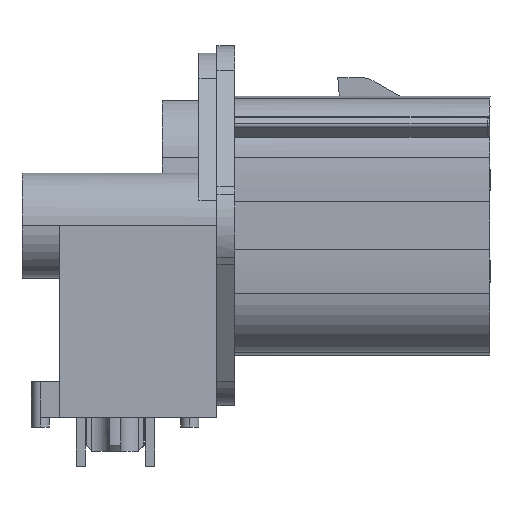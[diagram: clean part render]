
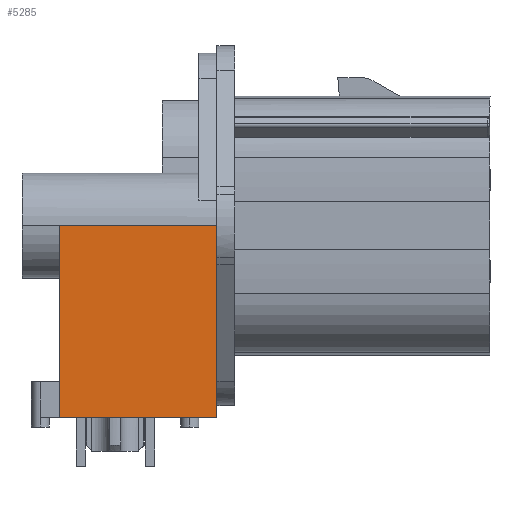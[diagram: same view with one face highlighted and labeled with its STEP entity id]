
A CAD part, left-side view. The second image highlights one B-rep face of the part: STEP entity #5285.
In plain terms, the highlighted planar face has unit normal (-1, 0, 0).
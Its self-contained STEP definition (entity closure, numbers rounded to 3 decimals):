
#4513 = VERTEX_POINT('',#4514);
#4514 = CARTESIAN_POINT('',(-20.622,-11.689,
    14.569));
#4521 = EDGE_CURVE('',#4522,#4513,#4524,.T.);
#4522 = VERTEX_POINT('',#4523);
#4523 = CARTESIAN_POINT('',(-20.622,-11.689,
    17.111));
#4524 = LINE('',#4525,#4526);
#4525 = CARTESIAN_POINT('',(-20.622,-11.689,
    17.111));
#4526 = VECTOR('',#4527,1.);
#4527 = DIRECTION('',(0.,0.,-1.));
#5250 = VERTEX_POINT('',#5251);
#5251 = CARTESIAN_POINT('',(-20.622,1.624,
    17.05));
#5258 = EDGE_CURVE('',#5250,#5259,#5261,.T.);
#5259 = VERTEX_POINT('',#5260);
#5260 = CARTESIAN_POINT('',(-20.622,4.821,
    17.05));
#5261 = LINE('',#5262,#5263);
#5262 = CARTESIAN_POINT('',(-20.622,1.624,
    17.05));
#5263 = VECTOR('',#5264,1.);
#5264 = DIRECTION('',(0.,1.,0.));
#5267 = VERTEX_POINT('',#5268);
#5268 = CARTESIAN_POINT('',(-20.622,4.821,
    17.111));
#5275 = EDGE_CURVE('',#5267,#4522,#5276,.T.);
#5276 = LINE('',#5277,#5278);
#5277 = CARTESIAN_POINT('',(-20.622,4.821,
    17.111));
#5278 = VECTOR('',#5279,1.);
#5279 = DIRECTION('',(0.,-1.,0.));
#5285 = ADVANCED_FACE('',(#5286),#5319,.F.);
#5286 = FACE_BOUND('',#5287,.F.);
#5287 = EDGE_LOOP('',(#5288,#5294,#5295,#5296,#5304,#5312,#5318));
#5288 = ORIENTED_EDGE('',*,*,#5289,.F.);
#5289 = EDGE_CURVE('',#5267,#5259,#5290,.T.);
#5290 = LINE('',#5291,#5292);
#5291 = CARTESIAN_POINT('',(-20.622,4.821,
    17.111));
#5292 = VECTOR('',#5293,1.);
#5293 = DIRECTION('',(0.,0.,-1.));
#5294 = ORIENTED_EDGE('',*,*,#5275,.T.);
#5295 = ORIENTED_EDGE('',*,*,#4521,.T.);
#5296 = ORIENTED_EDGE('',*,*,#5297,.F.);
#5297 = EDGE_CURVE('',#5298,#4513,#5300,.T.);
#5298 = VERTEX_POINT('',#5299);
#5299 = CARTESIAN_POINT('',(-20.622,-11.689,
    0.824));
#5300 = LINE('',#5301,#5302);
#5301 = CARTESIAN_POINT('',(-20.622,-11.689,
    0.824));
#5302 = VECTOR('',#5303,1.);
#5303 = DIRECTION('',(0.,0.,1.));
#5304 = ORIENTED_EDGE('',*,*,#5305,.F.);
#5305 = EDGE_CURVE('',#5306,#5298,#5308,.T.);
#5306 = VERTEX_POINT('',#5307);
#5307 = CARTESIAN_POINT('',(-20.622,1.624,
    0.824));
#5308 = LINE('',#5309,#5310);
#5309 = CARTESIAN_POINT('',(-20.622,1.624,
    0.824));
#5310 = VECTOR('',#5311,1.);
#5311 = DIRECTION('',(0.,-1.,0.));
#5312 = ORIENTED_EDGE('',*,*,#5313,.F.);
#5313 = EDGE_CURVE('',#5250,#5306,#5314,.T.);
#5314 = LINE('',#5315,#5316);
#5315 = CARTESIAN_POINT('',(-20.622,1.624,
    17.05));
#5316 = VECTOR('',#5317,1.);
#5317 = DIRECTION('',(0.,0.,-1.));
#5318 = ORIENTED_EDGE('',*,*,#5258,.T.);
#5319 = PLANE('',#5320);
#5320 = AXIS2_PLACEMENT_3D('',#5321,#5322,#5323);
#5321 = CARTESIAN_POINT('',(-20.622,-13.34,
    -8.218));
#5322 = DIRECTION('',(1.,0.,0.));
#5323 = DIRECTION('',(0.,0.,1.));
